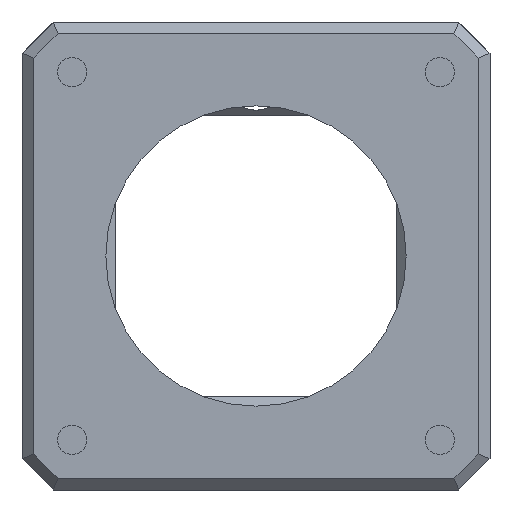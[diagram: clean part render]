
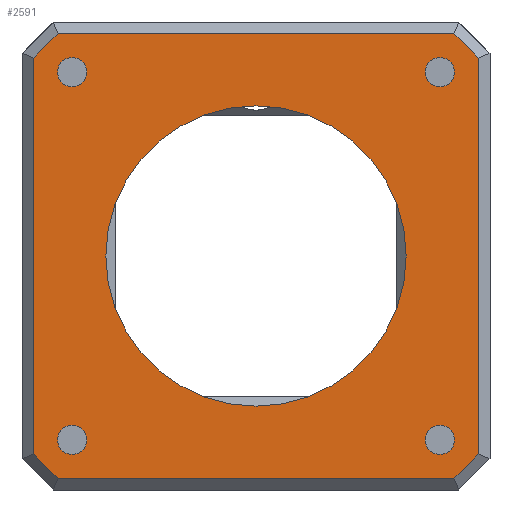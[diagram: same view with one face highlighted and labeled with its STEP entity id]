
A CAD part, front view. The second image highlights one B-rep face of the part: STEP entity #2591.
In plain terms, the highlighted planar face has unit normal (0, -1, 0).
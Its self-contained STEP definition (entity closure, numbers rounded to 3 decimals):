
#64=FACE_BOUND('',#395,.T.);
#65=FACE_BOUND('',#396,.T.);
#66=FACE_BOUND('',#397,.T.);
#67=FACE_BOUND('',#398,.T.);
#68=FACE_BOUND('',#399,.T.);
#104=CIRCLE('',#2715,1.875);
#106=CIRCLE('',#2719,1.875);
#108=CIRCLE('',#2723,1.875);
#110=CIRCLE('',#2727,1.875);
#114=CIRCLE('',#2795,19.25);
#235=FACE_OUTER_BOUND('',#394,.T.);
#394=EDGE_LOOP('',(#2270,#2271,#2272,#2273,#2274,#2275,#2276,#2277));
#395=EDGE_LOOP('',(#2278));
#396=EDGE_LOOP('',(#2279));
#397=EDGE_LOOP('',(#2280));
#398=EDGE_LOOP('',(#2281));
#399=EDGE_LOOP('',(#2282));
#661=LINE('',#4092,#971);
#664=LINE('',#4097,#974);
#667=LINE('',#4103,#977);
#670=LINE('',#4109,#980);
#673=LINE('',#4114,#983);
#675=LINE('',#4118,#985);
#677=LINE('',#4122,#987);
#679=LINE('',#4125,#989);
#971=VECTOR('',#3323,10.);
#974=VECTOR('',#3328,10.);
#977=VECTOR('',#3333,10.);
#980=VECTOR('',#3338,10.);
#983=VECTOR('',#3343,10.);
#985=VECTOR('',#3347,10.);
#987=VECTOR('',#3351,10.);
#989=VECTOR('',#3355,10.);
#1189=VERTEX_POINT('',#3903);
#1191=VERTEX_POINT('',#3910);
#1193=VERTEX_POINT('',#3917);
#1195=VERTEX_POINT('',#3924);
#1248=VERTEX_POINT('',#4090);
#1249=VERTEX_POINT('',#4091);
#1250=VERTEX_POINT('',#4096);
#1252=VERTEX_POINT('',#4102);
#1254=VERTEX_POINT('',#4108);
#1255=VERTEX_POINT('',#4113);
#1256=VERTEX_POINT('',#4117);
#1257=VERTEX_POINT('',#4121);
#1266=VERTEX_POINT('',#4204);
#1463=EDGE_CURVE('',#1189,#1189,#104,.F.);
#1466=EDGE_CURVE('',#1191,#1191,#106,.F.);
#1469=EDGE_CURVE('',#1193,#1193,#108,.F.);
#1472=EDGE_CURVE('',#1195,#1195,#110,.F.);
#1560=EDGE_CURVE('',#1248,#1249,#661,.T.);
#1563=EDGE_CURVE('',#1249,#1250,#664,.T.);
#1566=EDGE_CURVE('',#1250,#1252,#667,.T.);
#1569=EDGE_CURVE('',#1252,#1254,#670,.T.);
#1572=EDGE_CURVE('',#1254,#1255,#673,.T.);
#1574=EDGE_CURVE('',#1255,#1256,#675,.T.);
#1576=EDGE_CURVE('',#1256,#1257,#677,.T.);
#1578=EDGE_CURVE('',#1257,#1248,#679,.T.);
#1617=EDGE_CURVE('',#1266,#1266,#114,.F.);
#2270=ORIENTED_EDGE('',*,*,#1560,.F.);
#2271=ORIENTED_EDGE('',*,*,#1578,.F.);
#2272=ORIENTED_EDGE('',*,*,#1576,.F.);
#2273=ORIENTED_EDGE('',*,*,#1574,.F.);
#2274=ORIENTED_EDGE('',*,*,#1572,.F.);
#2275=ORIENTED_EDGE('',*,*,#1569,.F.);
#2276=ORIENTED_EDGE('',*,*,#1566,.F.);
#2277=ORIENTED_EDGE('',*,*,#1563,.F.);
#2278=ORIENTED_EDGE('',*,*,#1472,.T.);
#2279=ORIENTED_EDGE('',*,*,#1469,.T.);
#2280=ORIENTED_EDGE('',*,*,#1466,.T.);
#2281=ORIENTED_EDGE('',*,*,#1463,.T.);
#2282=ORIENTED_EDGE('',*,*,#1617,.F.);
#2456=PLANE('',#2794);
#2591=ADVANCED_FACE('',(#235,#64,#65,#66,#67,#68),#2456,.F.);
#2715=AXIS2_PLACEMENT_3D('',#3904,#3154,#3155);
#2719=AXIS2_PLACEMENT_3D('',#3911,#3163,#3164);
#2723=AXIS2_PLACEMENT_3D('',#3918,#3172,#3173);
#2727=AXIS2_PLACEMENT_3D('',#3925,#3181,#3182);
#2794=AXIS2_PLACEMENT_3D('',#4203,#3456,#3457);
#2795=AXIS2_PLACEMENT_3D('',#4205,#3458,#3459);
#3154=DIRECTION('center_axis',(0.,-1.,0.));
#3155=DIRECTION('ref_axis',(1.,0.,0.));
#3163=DIRECTION('center_axis',(0.,-1.,0.));
#3164=DIRECTION('ref_axis',(1.,0.,0.));
#3172=DIRECTION('center_axis',(0.,-1.,0.));
#3173=DIRECTION('ref_axis',(1.,0.,0.));
#3181=DIRECTION('center_axis',(0.,-1.,0.));
#3182=DIRECTION('ref_axis',(1.,0.,0.));
#3323=DIRECTION('',(0.,0.,-1.));
#3328=DIRECTION('',(-0.707,0.,-0.707));
#3333=DIRECTION('',(-1.,0.,0.));
#3338=DIRECTION('',(-0.707,0.,0.707));
#3343=DIRECTION('',(0.,0.,1.));
#3347=DIRECTION('',(0.707,0.,0.707));
#3351=DIRECTION('',(1.,0.,0.));
#3355=DIRECTION('',(0.707,0.,-0.707));
#3456=DIRECTION('center_axis',(0.,1.,0.));
#3457=DIRECTION('ref_axis',(0.,0.,
1.));
#3458=DIRECTION('center_axis',(0.,1.,0.));
#3459=DIRECTION('ref_axis',(1.,0.,0.));
#3903=CARTESIAN_POINT('',(51.695,0.,6.43));
#3904=CARTESIAN_POINT('Origin',(53.57,0.,6.43));
#3910=CARTESIAN_POINT('',(4.555,0.,53.57));
#3911=CARTESIAN_POINT('Origin',(6.43,0.,53.57));
#3917=CARTESIAN_POINT('',(51.695,0.,53.57));
#3918=CARTESIAN_POINT('Origin',(53.57,0.,53.57));
#3924=CARTESIAN_POINT('',(4.555,0.,6.43));
#3925=CARTESIAN_POINT('Origin',(6.43,0.,6.43));
#4090=CARTESIAN_POINT('',(58.5,0.,55.379));
#4091=CARTESIAN_POINT('',(58.5,0.,4.621));
#4092=CARTESIAN_POINT('',(58.5,0.,45.));
#4096=CARTESIAN_POINT('',(55.379,0.,1.5));
#4097=CARTESIAN_POINT('',(56.939,0.,3.061));
#4102=CARTESIAN_POINT('',(4.621,0.,1.5));
#4103=CARTESIAN_POINT('',(45.,0.,1.5));
#4108=CARTESIAN_POINT('',(1.5,0.,4.621));
#4109=CARTESIAN_POINT('',(3.061,0.,3.061));
#4113=CARTESIAN_POINT('',(1.5,0.,55.379));
#4114=CARTESIAN_POINT('',(1.5,0.,15.));
#4117=CARTESIAN_POINT('',(4.621,0.,58.5));
#4118=CARTESIAN_POINT('',(3.061,0.,56.939));
#4121=CARTESIAN_POINT('',(55.379,0.,58.5));
#4122=CARTESIAN_POINT('',(15.,0.,58.5));
#4125=CARTESIAN_POINT('',(56.939,0.,56.939));
#4203=CARTESIAN_POINT('Origin',(30.,0.,30.));
#4204=CARTESIAN_POINT('',(10.75,0.,30.));
#4205=CARTESIAN_POINT('Origin',(30.,0.,30.));
